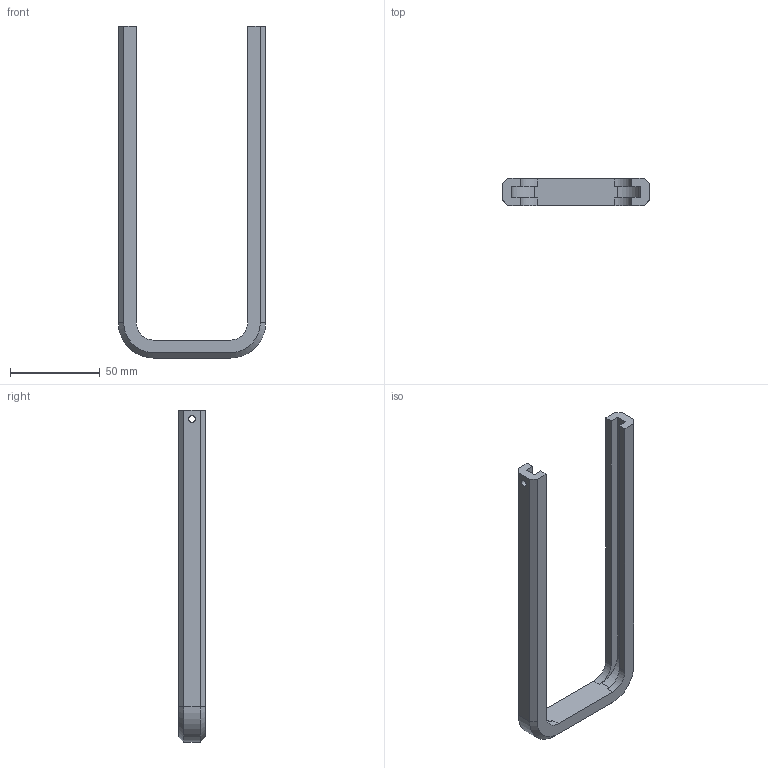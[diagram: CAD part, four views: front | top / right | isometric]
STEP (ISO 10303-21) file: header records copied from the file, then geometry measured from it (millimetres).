
FILE_DESCRIPTION(/* description */ ('Unknown'),/* implementation_level */ '2;1');
FILE_NAME(/* name */ 'U-Frame_v2',/* time_stamp */ '2019-05-07T19:09:09-05:00',/* author */ ('Unknown'),/* organization */ ('Unknown'),/* preprocessor_version */ 'ST-DEVELOPER v16.7',/* originating_system */ 'DEX',/* authorisation */ $);
FILE_SCHEMA (('AUTOMOTIVE_DESIGN {1 0 10303 214 3 1 1}'));
Length unit declared in the file: millimetre
Products named in the file (1): U-Frame_v2
Bounding box: 82 x 15 x 185 mm (x, y, z)
Volume: 48019.8 mm3; surface area: 23211.7 mm2
Topology: 1 solids, 1 shells, 38 faces, 100 edges, 64 vertices
Faces by surface type: plane 24, cylinder 10, cone 4
Full cylindrical faces by diameter (mm): 3.6 x2
Entity records: 1192 total; most frequent: CARTESIAN_POINT 201, DIRECTION 200, ORIENTED_EDGE 196, EDGE_CURVE 98, LINE 74, VECTOR 74, VERTEX_POINT 64, AXIS2_PLACEMENT_3D 63
